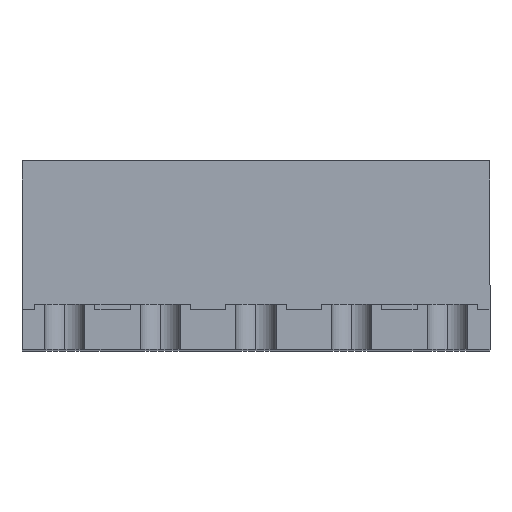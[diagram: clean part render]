
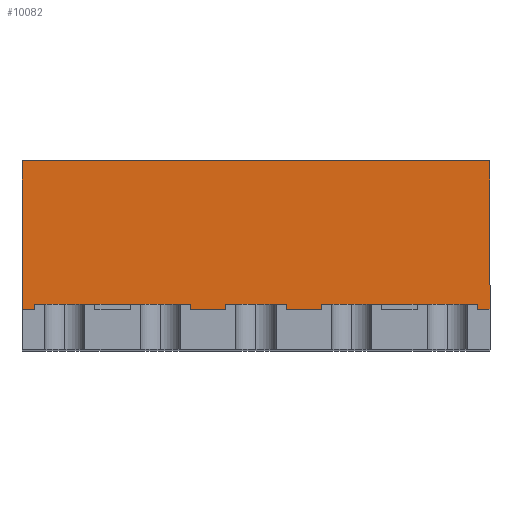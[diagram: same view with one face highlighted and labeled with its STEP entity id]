
A CAD part, top view. The second image highlights one B-rep face of the part: STEP entity #10082.
In plain terms, the highlighted planar face has unit normal (0, 0, 1).
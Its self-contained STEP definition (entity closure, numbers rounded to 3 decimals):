
#40 = LINE ( 'NONE', #8667, #6110 ) ;
#253 = VECTOR ( 'NONE', #3239, 1000. ) ;
#313 = ORIENTED_EDGE ( 'NONE', *, *, #891, .F. ) ;
#328 = ORIENTED_EDGE ( 'NONE', *, *, #5280, .F. ) ;
#386 = LINE ( 'NONE', #9260, #1520 ) ;
#546 = CARTESIAN_POINT ( 'NONE',  ( 0.6, 0.9, 6.5 ) ) ;
#595 = EDGE_CURVE ( 'NONE', #5152, #9505, #885, .T. ) ;
#658 = ORIENTED_EDGE ( 'NONE', *, *, #3496, .F. ) ;
#661 = EDGE_CURVE ( 'NONE', #2372, #11518, #8685, .T. ) ;
#885 = LINE ( 'NONE', #10579, #9792 ) ;
#891 = EDGE_CURVE ( 'NONE', #7700, #3927, #6155, .T. ) ;
#979 = CARTESIAN_POINT ( 'NONE',  ( 0.6, 0.8, 6.5 ) ) ;
#1038 = DIRECTION ( 'NONE',  ( 0., -1., 0. ) ) ;
#1064 = EDGE_CURVE ( 'NONE', #10401, #11518, #6837, .T. ) ;
#1108 = VERTEX_POINT ( 'NONE', #1133 ) ;
#1133 = CARTESIAN_POINT ( 'NONE',  ( 4.65, 0.8, 6.5 ) ) ;
#1201 = CARTESIAN_POINT ( 'NONE',  ( -4.65, 0.8, 6.5 ) ) ;
#1408 = ORIENTED_EDGE ( 'NONE', *, *, #6953, .F. ) ;
#1432 = ORIENTED_EDGE ( 'NONE', *, *, #1611, .T. ) ;
#1472 = DIRECTION ( 'NONE',  ( 1., 0., 0. ) ) ;
#1520 = VECTOR ( 'NONE', #11998, 1000. ) ;
#1611 = EDGE_CURVE ( 'NONE', #7700, #5152, #12453, .T. ) ;
#1613 = CARTESIAN_POINT ( 'NONE',  ( 3.2, 0.9, 6.5 ) ) ;
#1740 = ORIENTED_EDGE ( 'NONE', *, *, #2090, .T. ) ;
#2090 = EDGE_CURVE ( 'NONE', #4482, #11281, #2371, .T. ) ;
#2227 = CARTESIAN_POINT ( 'NONE',  ( -4.65, 3.75, 6.5 ) ) ;
#2244 = CARTESIAN_POINT ( 'NONE',  ( 2., 0.9, 6.5 ) ) ;
#2367 = CARTESIAN_POINT ( 'NONE',  ( 0.6, 0.9, 6.5 ) ) ;
#2371 = LINE ( 'NONE', #11335, #5309 ) ;
#2372 = VERTEX_POINT ( 'NONE', #2244 ) ;
#2534 = VECTOR ( 'NONE', #3664, 1000. ) ;
#2606 = ORIENTED_EDGE ( 'NONE', *, *, #5468, .F. ) ;
#2616 = ORIENTED_EDGE ( 'NONE', *, *, #8465, .T. ) ;
#3103 = CARTESIAN_POINT ( 'NONE',  ( -2., 0.9, 6.5 ) ) ;
#3167 = CARTESIAN_POINT ( 'NONE',  ( 2., 0.9, 6.5 ) ) ;
#3205 = DIRECTION ( 'NONE',  ( 0., -1., 0. ) ) ;
#3239 = DIRECTION ( 'NONE',  ( -1., 0., 0. ) ) ;
#3373 = CARTESIAN_POINT ( 'NONE',  ( 4.65, 3.75, 6.5 ) ) ;
#3496 = EDGE_CURVE ( 'NONE', #5305, #2372, #12087, .T. ) ;
#3602 = LINE ( 'NONE', #8444, #2534 ) ;
#3664 = DIRECTION ( 'NONE',  ( -1., 0., 0. ) ) ;
#3677 = DIRECTION ( 'NONE',  ( 0., -1., 0. ) ) ;
#3697 = LINE ( 'NONE', #8478, #12390 ) ;
#3780 = CARTESIAN_POINT ( 'NONE',  ( -0.6, 0.8, 6.5 ) ) ;
#3927 = VERTEX_POINT ( 'NONE', #8045 ) ;
#4065 = DIRECTION ( 'NONE',  ( 1., 0., 0. ) ) ;
#4300 = LINE ( 'NONE', #2367, #5323 ) ;
#4444 = CARTESIAN_POINT ( 'NONE',  ( -4.65, 0.8, 6.5 ) ) ;
#4474 = VECTOR ( 'NONE', #11205, 1000. ) ;
#4482 = VERTEX_POINT ( 'NONE', #7833 ) ;
#4685 = ORIENTED_EDGE ( 'NONE', *, *, #5756, .T. ) ;
#4700 = CARTESIAN_POINT ( 'NONE',  ( -2., 0.9, 6.5 ) ) ;
#4716 = CARTESIAN_POINT ( 'NONE',  ( -4.65, 3.75, 6.5 ) ) ;
#4975 = EDGE_LOOP ( 'NONE', ( #12315, #2606, #2616, #7487, #10344, #658, #9285, #4685, #1408, #313, #1432, #8423, #9571, #328, #8198, #1740 ) ) ;
#5152 = VERTEX_POINT ( 'NONE', #4444 ) ;
#5241 = LINE ( 'NONE', #6021, #10396 ) ;
#5280 = EDGE_CURVE ( 'NONE', #9095, #7973, #3602, .T. ) ;
#5305 = VERTEX_POINT ( 'NONE', #1613 ) ;
#5309 = VECTOR ( 'NONE', #4065, 1000. ) ;
#5323 = VECTOR ( 'NONE', #8207, 1000. ) ;
#5468 = EDGE_CURVE ( 'NONE', #5762, #8149, #386, .T. ) ;
#5756 = EDGE_CURVE ( 'NONE', #6447, #1108, #3697, .T. ) ;
#5762 = VERTEX_POINT ( 'NONE', #546 ) ;
#5915 = LINE ( 'NONE', #3103, #11058 ) ;
#6021 = CARTESIAN_POINT ( 'NONE',  ( -3.2, 0.9, 6.5 ) ) ;
#6053 = CARTESIAN_POINT ( 'NONE',  ( 3.2, 0.9, 6.5 ) ) ;
#6110 = VECTOR ( 'NONE', #9747, 1000. ) ;
#6155 = LINE ( 'NONE', #8285, #9803 ) ;
#6447 = VERTEX_POINT ( 'NONE', #11300 ) ;
#6496 = CARTESIAN_POINT ( 'NONE',  ( -3.2, 0.8, 6.5 ) ) ;
#6566 = DIRECTION ( 'NONE',  ( 1., 0., 0. ) ) ;
#6837 = LINE ( 'NONE', #1201, #11631 ) ;
#6953 = EDGE_CURVE ( 'NONE', #3927, #1108, #8263, .T. ) ;
#7105 = CARTESIAN_POINT ( 'NONE',  ( 2., 0.8, 6.5 ) ) ;
#7110 = AXIS2_PLACEMENT_3D ( 'NONE', #9959, #8690, #12564 ) ;
#7487 = ORIENTED_EDGE ( 'NONE', *, *, #1064, .T. ) ;
#7700 = VERTEX_POINT ( 'NONE', #2227 ) ;
#7833 = CARTESIAN_POINT ( 'NONE',  ( -2., 0.8, 6.5 ) ) ;
#7972 = FACE_OUTER_BOUND ( 'NONE', #4975, .T. ) ;
#7973 = VERTEX_POINT ( 'NONE', #12257 ) ;
#8045 = CARTESIAN_POINT ( 'NONE',  ( 4.65, 3.75, 6.5 ) ) ;
#8149 = VERTEX_POINT ( 'NONE', #9186 ) ;
#8198 = ORIENTED_EDGE ( 'NONE', *, *, #11735, .T. ) ;
#8207 = DIRECTION ( 'NONE',  ( 0., -1., 0. ) ) ;
#8263 = LINE ( 'NONE', #3373, #4474 ) ;
#8285 = CARTESIAN_POINT ( 'NONE',  ( -4.65, 3.75, 6.5 ) ) ;
#8317 = DIRECTION ( 'NONE',  ( 0., -1., 0. ) ) ;
#8423 = ORIENTED_EDGE ( 'NONE', *, *, #595, .T. ) ;
#8444 = CARTESIAN_POINT ( 'NONE',  ( -3.2, 0.9, 6.5 ) ) ;
#8465 = EDGE_CURVE ( 'NONE', #5762, #10401, #4300, .T. ) ;
#8478 = CARTESIAN_POINT ( 'NONE',  ( -4.65, 0.8, 6.5 ) ) ;
#8662 = EDGE_CURVE ( 'NONE', #5305, #6447, #8905, .T. ) ;
#8667 = CARTESIAN_POINT ( 'NONE',  ( -0.6, 0.9, 6.5 ) ) ;
#8685 = LINE ( 'NONE', #9706, #9377 ) ;
#8690 = DIRECTION ( 'NONE',  ( 0., 0., -1. ) ) ;
#8905 = LINE ( 'NONE', #6053, #12480 ) ;
#9095 = VERTEX_POINT ( 'NONE', #4700 ) ;
#9186 = CARTESIAN_POINT ( 'NONE',  ( -0.6, 0.9, 6.5 ) ) ;
#9260 = CARTESIAN_POINT ( 'NONE',  ( -0.6, 0.9, 6.5 ) ) ;
#9285 = ORIENTED_EDGE ( 'NONE', *, *, #8662, .T. ) ;
#9377 = VECTOR ( 'NONE', #8317, 1000. ) ;
#9505 = VERTEX_POINT ( 'NONE', #6496 ) ;
#9571 = ORIENTED_EDGE ( 'NONE', *, *, #11332, .F. ) ;
#9706 = CARTESIAN_POINT ( 'NONE',  ( 2., 0.9, 6.5 ) ) ;
#9747 = DIRECTION ( 'NONE',  ( 0., -1., 0. ) ) ;
#9792 = VECTOR ( 'NONE', #11680, 1000. ) ;
#9803 = VECTOR ( 'NONE', #1472, 1000. ) ;
#9805 = DIRECTION ( 'NONE',  ( 0., -1., 0. ) ) ;
#9888 = DIRECTION ( 'NONE',  ( 1., 0., 0. ) ) ;
#9959 = CARTESIAN_POINT ( 'NONE',  ( -4.65, 3.75, 6.5 ) ) ;
#10082 = ADVANCED_FACE ( 'NONE', ( #7972 ), #11873, .F. ) ;
#10344 = ORIENTED_EDGE ( 'NONE', *, *, #661, .F. ) ;
#10396 = VECTOR ( 'NONE', #3205, 1000. ) ;
#10401 = VERTEX_POINT ( 'NONE', #979 ) ;
#10579 = CARTESIAN_POINT ( 'NONE',  ( -4.65, 0.8, 6.5 ) ) ;
#11058 = VECTOR ( 'NONE', #1038, 1000. ) ;
#11205 = DIRECTION ( 'NONE',  ( 0., -1., 0. ) ) ;
#11281 = VERTEX_POINT ( 'NONE', #3780 ) ;
#11300 = CARTESIAN_POINT ( 'NONE',  ( 3.2, 0.8, 6.5 ) ) ;
#11332 = EDGE_CURVE ( 'NONE', #7973, #9505, #5241, .T. ) ;
#11335 = CARTESIAN_POINT ( 'NONE',  ( -4.65, 0.8, 6.5 ) ) ;
#11416 = EDGE_CURVE ( 'NONE', #8149, #11281, #40, .T. ) ;
#11518 = VERTEX_POINT ( 'NONE', #7105 ) ;
#11631 = VECTOR ( 'NONE', #9888, 1000. ) ;
#11680 = DIRECTION ( 'NONE',  ( 1., 0., 0. ) ) ;
#11735 = EDGE_CURVE ( 'NONE', #9095, #4482, #5915, .T. ) ;
#11873 = PLANE ( 'NONE',  #7110 ) ;
#11998 = DIRECTION ( 'NONE',  ( -1., 0., 0. ) ) ;
#12067 = VECTOR ( 'NONE', #3677, 1000. ) ;
#12087 = LINE ( 'NONE', #3167, #253 ) ;
#12257 = CARTESIAN_POINT ( 'NONE',  ( -3.2, 0.9, 6.5 ) ) ;
#12315 = ORIENTED_EDGE ( 'NONE', *, *, #11416, .F. ) ;
#12390 = VECTOR ( 'NONE', #6566, 1000. ) ;
#12453 = LINE ( 'NONE', #4716, #12067 ) ;
#12480 = VECTOR ( 'NONE', #9805, 1000. ) ;
#12564 = DIRECTION ( 'NONE',  ( -1., 0., 0. ) ) ;
